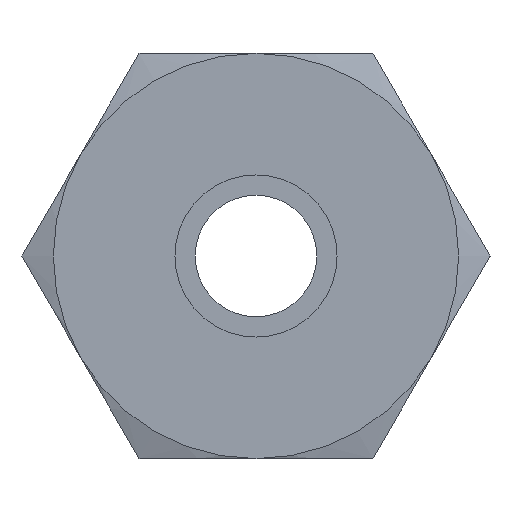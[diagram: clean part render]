
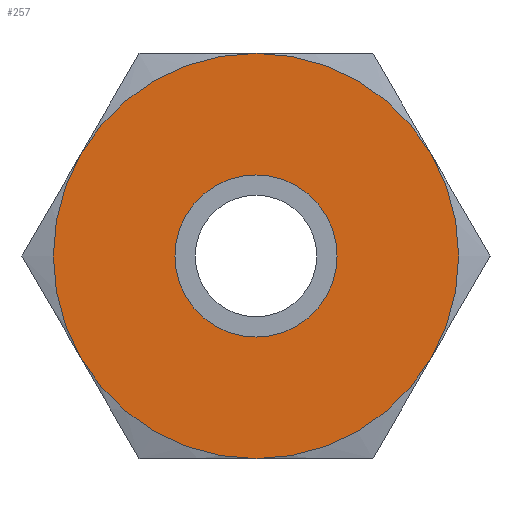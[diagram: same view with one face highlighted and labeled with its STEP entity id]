
A CAD part, left-side view. The second image highlights one B-rep face of the part: STEP entity #257.
In plain terms, the highlighted face is planar.
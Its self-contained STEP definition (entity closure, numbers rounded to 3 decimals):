
#257 = ADVANCED_FACE( '', ( #548, #549 ), #550, .F. );
#548 = FACE_BOUND( '', #896, .T. );
#549 = FACE_OUTER_BOUND( '', #897, .T. );
#550 = PLANE( '', #898 );
#896 = EDGE_LOOP( '', ( #1429 ) );
#897 = EDGE_LOOP( '', ( #1430, #1431, #1432, #1433, #1434, #1435 ) );
#898 = AXIS2_PLACEMENT_3D( '', #1436, #1437, #1438 );
#1429 = ORIENTED_EDGE( '', *, *, #2125, .F. );
#1430 = ORIENTED_EDGE( '', *, *, #2126, .T. );
#1431 = ORIENTED_EDGE( '', *, *, #1956, .T. );
#1432 = ORIENTED_EDGE( '', *, *, #2127, .T. );
#1433 = ORIENTED_EDGE( '', *, *, #2114, .T. );
#1434 = ORIENTED_EDGE( '', *, *, #2083, .T. );
#1435 = ORIENTED_EDGE( '', *, *, #2072, .T. );
#1436 = CARTESIAN_POINT( '', ( 11., 5., 0. ) );
#1437 = DIRECTION( '', ( -1., 0., 0. ) );
#1438 = DIRECTION( '', ( 0., 0., 1. ) );
#1956 = EDGE_CURVE( '', #2281, #2282, #2283, .T. );
#2072 = EDGE_CURVE( '', #2478, #2481, #2483, .T. );
#2083 = EDGE_CURVE( '', #2291, #2478, #2497, .T. );
#2114 = EDGE_CURVE( '', #2419, #2291, #2540, .T. );
#2125 = EDGE_CURVE( '', #2555, #2555, #2556, .F. );
#2126 = EDGE_CURVE( '', #2481, #2281, #2557, .T. );
#2127 = EDGE_CURVE( '', #2282, #2419, #2558, .T. );
#2281 = VERTEX_POINT( '', #2751 );
#2282 = VERTEX_POINT( '', #2752 );
#2283 = CIRCLE( '', #2753, 5. );
#2291 = VERTEX_POINT( '', #2768 );
#2419 = VERTEX_POINT( '', #2948 );
#2478 = VERTEX_POINT( '', #3047 );
#2481 = VERTEX_POINT( '', #3053 );
#2483 = CIRCLE( '', #3060, 5. );
#2497 = CIRCLE( '', #3093, 5. );
#2540 = CIRCLE( '', #3161, 5. );
#2555 = VERTEX_POINT( '', #3186 );
#2556 = CIRCLE( '', #3187, 2. );
#2557 = CIRCLE( '', #3188, 5. );
#2558 = CIRCLE( '', #3189, 5. );
#2751 = CARTESIAN_POINT( '', ( 11., 4.33, -2.5 ) );
#2752 = CARTESIAN_POINT( '', ( 11., 4.33, 2.5 ) );
#2753 = AXIS2_PLACEMENT_3D( '', #3463, #3464, #3465 );
#2768 = CARTESIAN_POINT( '', ( 11., -4.33, 2.5 ) );
#2948 = CARTESIAN_POINT( '', ( 11., 0., 5. ) );
#3047 = CARTESIAN_POINT( '', ( 11., -4.33, -2.5 ) );
#3053 = CARTESIAN_POINT( '', ( 11., 0., -5. ) );
#3060 = AXIS2_PLACEMENT_3D( '', #3598, #3599, #3600 );
#3093 = AXIS2_PLACEMENT_3D( '', #3603, #3604, #3605 );
#3161 = AXIS2_PLACEMENT_3D( '', #3637, #3638, #3639 );
#3186 = CARTESIAN_POINT( '', ( 11., 0., 2. ) );
#3187 = AXIS2_PLACEMENT_3D( '', #3647, #3648, #3649 );
#3188 = AXIS2_PLACEMENT_3D( '', #3650, #3651, #3652 );
#3189 = AXIS2_PLACEMENT_3D( '', #3653, #3654, #3655 );
#3463 = CARTESIAN_POINT( '', ( 11., 0., 0. ) );
#3464 = DIRECTION( '', ( 1., 0., 0. ) );
#3465 = DIRECTION( '', ( 0., 0., -1. ) );
#3598 = CARTESIAN_POINT( '', ( 11., 0., 0. ) );
#3599 = DIRECTION( '', ( 1., 0., 0. ) );
#3600 = DIRECTION( '', ( 0., 0., -1. ) );
#3603 = CARTESIAN_POINT( '', ( 11., 0., 0. ) );
#3604 = DIRECTION( '', ( 1., 0., 0. ) );
#3605 = DIRECTION( '', ( 0., 0., -1. ) );
#3637 = CARTESIAN_POINT( '', ( 11., 0., 0. ) );
#3638 = DIRECTION( '', ( 1., 0., 0. ) );
#3639 = DIRECTION( '', ( 0., 0., -1. ) );
#3647 = CARTESIAN_POINT( '', ( 11., 0., 0. ) );
#3648 = DIRECTION( '', ( -1., 0., 0. ) );
#3649 = DIRECTION( '', ( 0., 0., 1. ) );
#3650 = CARTESIAN_POINT( '', ( 11., 0., 0. ) );
#3651 = DIRECTION( '', ( 1., 0., 0. ) );
#3652 = DIRECTION( '', ( 0., 0., -1. ) );
#3653 = CARTESIAN_POINT( '', ( 11., 0., 0. ) );
#3654 = DIRECTION( '', ( 1., 0., 0. ) );
#3655 = DIRECTION( '', ( 0., 0., -1. ) );
